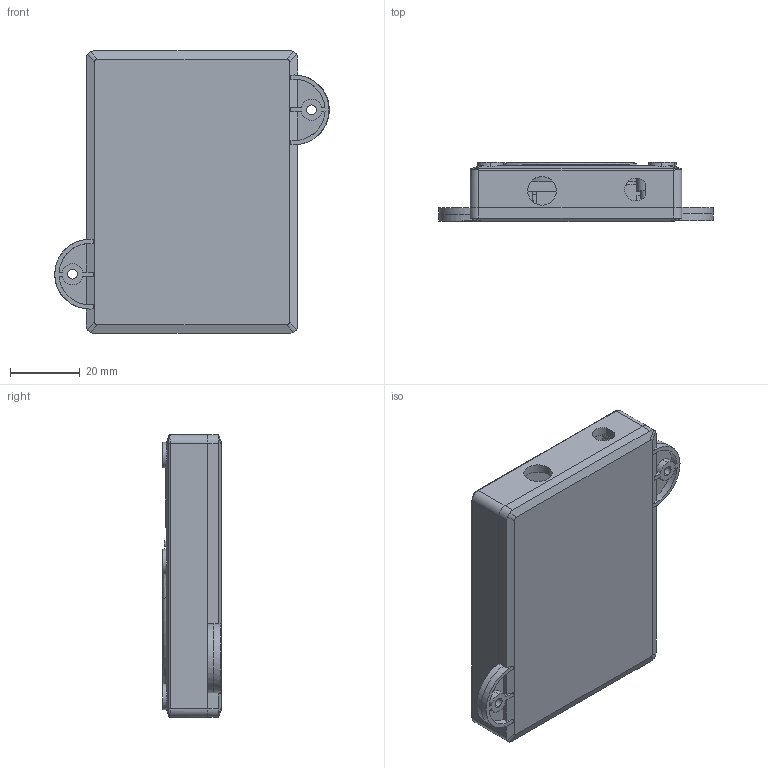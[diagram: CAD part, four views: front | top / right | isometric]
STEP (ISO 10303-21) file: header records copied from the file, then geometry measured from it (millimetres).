
FILE_DESCRIPTION (( 'STEP AP214' ), '1' );
FILE_NAME ('laprap.STEP', '2013-02-01T19:41:28', ( 'Mxn' ), ( ' ' ), 'SwSTEP 2.0', 'SolidWorks 2012', '' );
FILE_SCHEMA (( 'AUTOMOTIVE_DESIGN' ));
Length unit declared in the file: millimetre
Products named in the file (4): Part1; Part3; laprap; Part2
Assembly tree (3 placements, depth 2):
  laprap
    Part2
    Part1
    Part3
Bounding box: 78.77 x 16.9 x 81.19 mm (x, y, z)
Volume: 27627.5 mm3; surface area: 37667.4 mm2
Topology: 3 solids, 3 shells, 1005 faces, 2721 edges, 1792 vertices
Faces by surface type: plane 675, cylinder 296, bspline 24, torus 10
Entity records: 31988 total; most frequent: CARTESIAN_POINT 6230, ORIENTED_EDGE 5434, DIRECTION 5226, EDGE_CURVE 2717, LINE 1948, VECTOR 1948, VERTEX_POINT 1792, AXIS2_PLACEMENT_3D 1639
